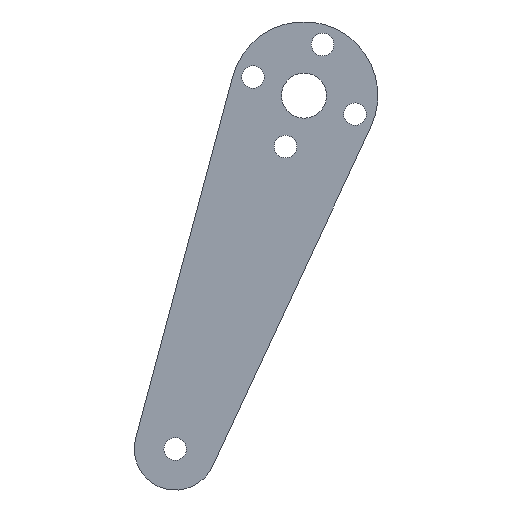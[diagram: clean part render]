
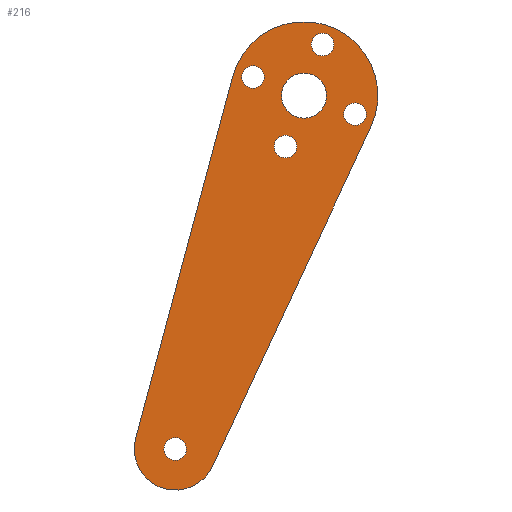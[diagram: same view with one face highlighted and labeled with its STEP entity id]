
A CAD part, front view. The second image highlights one B-rep face of the part: STEP entity #216.
In plain terms, the highlighted planar face has unit normal (0, -1, 0).
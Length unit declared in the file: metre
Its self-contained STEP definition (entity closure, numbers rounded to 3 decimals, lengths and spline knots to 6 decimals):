
#28=LINE('',#349,#36);
#29=LINE('',#354,#37);
#36=VECTOR('',#285,1.);
#37=VECTOR('',#288,1.);
#44=ORIENTED_EDGE('',*,*,#92,.T.);
#45=ORIENTED_EDGE('',*,*,#93,.T.);
#46=ORIENTED_EDGE('',*,*,#94,.T.);
#47=ORIENTED_EDGE('',*,*,#95,.T.);
#48=ORIENTED_EDGE('',*,*,#96,.T.);
#49=ORIENTED_EDGE('',*,*,#97,.T.);
#50=ORIENTED_EDGE('',*,*,#98,.F.);
#51=ORIENTED_EDGE('',*,*,#99,.F.);
#52=ORIENTED_EDGE('',*,*,#100,.F.);
#53=ORIENTED_EDGE('',*,*,#101,.F.);
#92=EDGE_CURVE('',#116,#116,#136,.T.);
#93=EDGE_CURVE('',#117,#117,#137,.T.);
#94=EDGE_CURVE('',#118,#118,#138,.T.);
#95=EDGE_CURVE('',#119,#119,#139,.T.);
#96=EDGE_CURVE('',#120,#120,#140,.T.);
#97=EDGE_CURVE('',#121,#121,#141,.T.);
#98=EDGE_CURVE('',#122,#123,#28,.T.);
#99=EDGE_CURVE('',#124,#122,#142,.T.);
#100=EDGE_CURVE('',#125,#124,#29,.T.);
#101=EDGE_CURVE('',#123,#125,#143,.T.);
#116=VERTEX_POINT('',#338);
#117=VERTEX_POINT('',#340);
#118=VERTEX_POINT('',#342);
#119=VERTEX_POINT('',#344);
#120=VERTEX_POINT('',#346);
#121=VERTEX_POINT('',#348);
#122=VERTEX_POINT('',#350);
#123=VERTEX_POINT('',#351);
#124=VERTEX_POINT('',#353);
#125=VERTEX_POINT('',#355);
#136=CIRCLE('',#242,0.0015);
#137=CIRCLE('',#243,0.0015);
#138=CIRCLE('',#244,0.0015);
#139=CIRCLE('',#245,0.0015);
#140=CIRCLE('',#246,0.0015);
#141=CIRCLE('',#247,0.003);
#142=CIRCLE('',#248,0.009818);
#143=CIRCLE('',#249,0.005455);
#152=EDGE_LOOP('',(#44));
#153=EDGE_LOOP('',(#45));
#154=EDGE_LOOP('',(#46));
#155=EDGE_LOOP('',(#47));
#156=EDGE_LOOP('',(#48));
#157=EDGE_LOOP('',(#49));
#158=EDGE_LOOP('',(#50,#51,#52,#53));
#182=FACE_BOUND('',#152,.T.);
#183=FACE_BOUND('',#153,.T.);
#184=FACE_BOUND('',#154,.T.);
#185=FACE_BOUND('',#155,.T.);
#186=FACE_BOUND('',#156,.T.);
#187=FACE_BOUND('',#157,.T.);
#188=FACE_BOUND('',#158,.T.);
#212=PLANE('',#241);
#216=ADVANCED_FACE('',(#182,#183,#184,#185,#186,#187,#188),#212,.F.);
#241=AXIS2_PLACEMENT_3D('',#336,#271,#272);
#242=AXIS2_PLACEMENT_3D('',#337,#273,#274);
#243=AXIS2_PLACEMENT_3D('',#339,#275,#276);
#244=AXIS2_PLACEMENT_3D('',#341,#277,#278);
#245=AXIS2_PLACEMENT_3D('',#343,#279,#280);
#246=AXIS2_PLACEMENT_3D('',#345,#281,#282);
#247=AXIS2_PLACEMENT_3D('',#347,#283,#284);
#248=AXIS2_PLACEMENT_3D('',#352,#286,#287);
#249=AXIS2_PLACEMENT_3D('',#356,#289,#290);
#271=DIRECTION('',(0.,1.,0.));
#272=DIRECTION('',(0.,0.,1.));
#273=DIRECTION('',(0.,1.,0.));
#274=DIRECTION('',(1.,0.,0.));
#275=DIRECTION('',(0.,1.,0.));
#276=DIRECTION('',(1.,0.,0.));
#277=DIRECTION('',(0.,1.,0.));
#278=DIRECTION('',(1.,0.,0.));
#279=DIRECTION('',(0.,1.,0.));
#280=DIRECTION('',(1.,0.,0.));
#281=DIRECTION('',(0.,1.,0.));
#282=DIRECTION('',(1.,0.,0.));
#283=DIRECTION('',(0.,1.,0.));
#284=DIRECTION('',(1.,0.,0.));
#285=DIRECTION('',(-0.423,0.,-0.906));
#286=DIRECTION('',(0.,1.,0.));
#287=DIRECTION('',(-0.966,0.,0.259));
#288=DIRECTION('',(0.259,0.,0.966));
#289=DIRECTION('',(0.,1.,0.));
#290=DIRECTION('',(0.906,0.,-0.423));
#336=CARTESIAN_POINT('',(-0.006377,0.,-0.021308));
#337=CARTESIAN_POINT('',(-0.017117,0.,-0.046979));
#338=CARTESIAN_POINT('',(-0.015617,0.,-0.046979));
#339=CARTESIAN_POINT('',(0.002471,0.,0.006783));
#340=CARTESIAN_POINT('',(0.003971,0.,0.006783));
#341=CARTESIAN_POINT('',(-0.006783,0.,0.002471));
#342=CARTESIAN_POINT('',(-0.005283,0.,0.002471));
#343=CARTESIAN_POINT('',(0.006783,0.,-0.002471));
#344=CARTESIAN_POINT('',(0.008283,0.,-0.002471));
#345=CARTESIAN_POINT('',(-0.002471,0.,-0.006783));
#346=CARTESIAN_POINT('',(-0.000971,0.,-0.006783));
#347=CARTESIAN_POINT('',(0.,0.,0.));
#348=CARTESIAN_POINT('',(0.003,0.,0.));
#349=CARTESIAN_POINT('',(0.008896,0.,-0.004153));
#350=CARTESIAN_POINT('',(0.008896,0.,-0.004153));
#351=CARTESIAN_POINT('',(-0.012175,0.,-0.049286));
#352=CARTESIAN_POINT('',(0.,0.,0.));
#353=CARTESIAN_POINT('',(-0.009483,0.,0.002543));
#354=CARTESIAN_POINT('',(-0.022385,0.,-0.045566));
#355=CARTESIAN_POINT('',(-0.022385,0.,-0.045566));
#356=CARTESIAN_POINT('',(-0.017117,0.,-0.046979));
